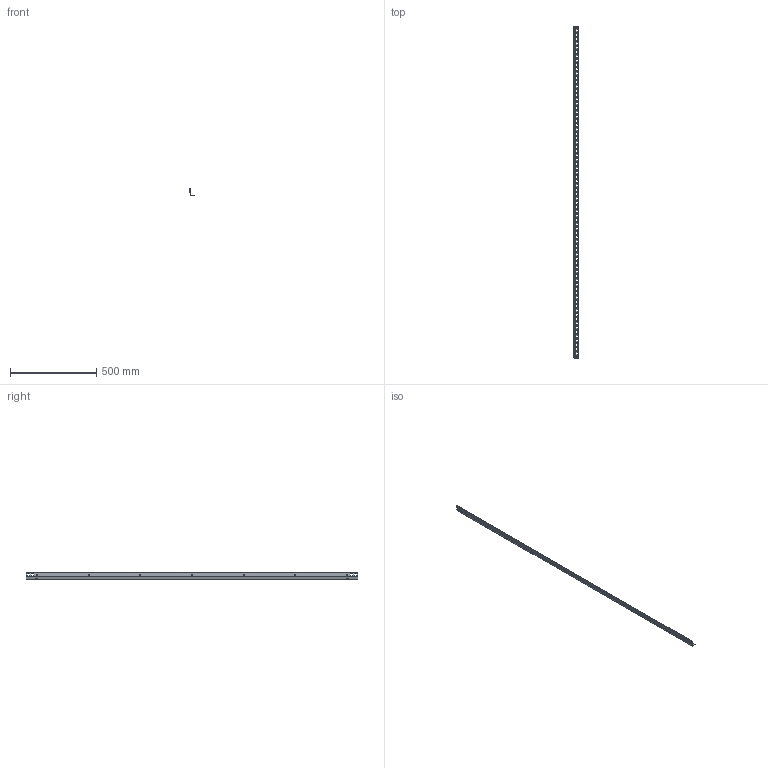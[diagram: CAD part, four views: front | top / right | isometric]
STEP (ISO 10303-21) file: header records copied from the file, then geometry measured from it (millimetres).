
FILE_DESCRIPTION (( 'STEP AP203' ), '1' );
FILE_NAME ('ÀÃÈÅ 275.00.001 Ñòîéêà âåðòèêàëüíàÿ äîïîëíèòåëüíàÿ.STEP', '2020-12-10T07:51:35', ( '' ), ( '' ), 'SwSTEP 2.0', 'SolidWorks 2017', '' );
FILE_SCHEMA (( 'CONFIG_CONTROL_DESIGN' ));
Length unit declared in the file: millimetre
Products named in the file (1): ÀÃÈÅ 275.00.001 Ñòîéêà âåðòèêàëüíàÿ äîïîëíèòåëüíàÿ
Bounding box: 26.92 x 1927 x 38.4 mm (x, y, z)
Volume: 203970.1 mm3; surface area: 301843.8 mm2
Topology: 1 solids, 1 shells, 460 faces, 1393 edges, 925 vertices
Faces by surface type: plane 360, cylinder 91, bspline 9
Full cylindrical faces by diameter (mm): 6.5 x91
Entity records: 16120 total; most frequent: CARTESIAN_POINT 3135, ORIENTED_EDGE 2590, DIRECTION 2363, EDGE_CURVE 1295, VECTOR 1095, LINE 1095, VERTEX_POINT 918, EDGE_LOOP 897
